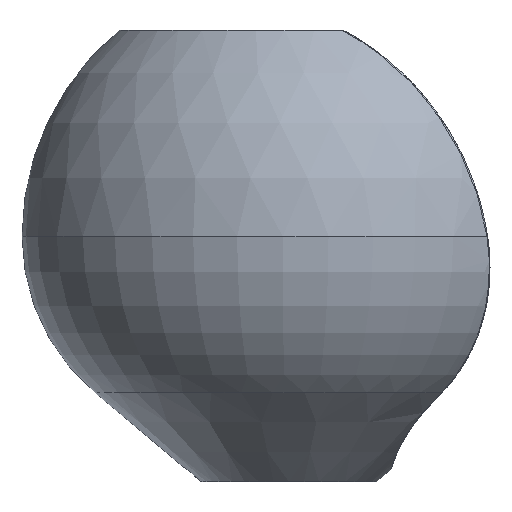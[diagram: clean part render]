
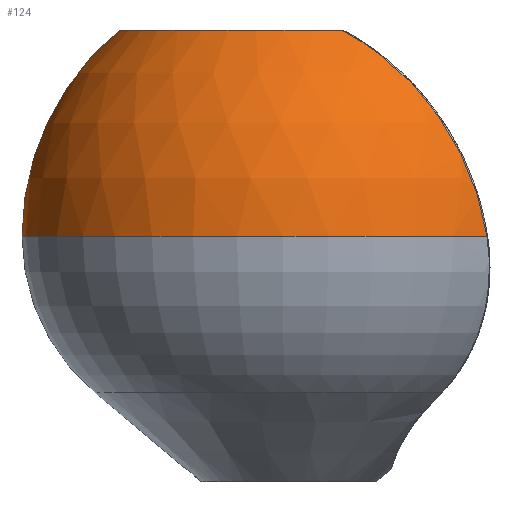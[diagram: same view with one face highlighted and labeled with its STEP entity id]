
A CAD part, front view. The second image highlights one B-rep face of the part: STEP entity #124.
In plain terms, the highlighted spherical face has radius 87 mm.
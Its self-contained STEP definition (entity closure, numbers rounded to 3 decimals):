
#21 = EDGE_CURVE('',#22,#24,#26,.T.);
#22 = VERTEX_POINT('',#23);
#23 = CARTESIAN_POINT('',(-55.341,0.,
    67.13));
#24 = VERTEX_POINT('',#25);
#25 = CARTESIAN_POINT('',(17.544,-52.486,
    67.13));
#26 = CIRCLE('',#27,55.341);
#27 = AXIS2_PLACEMENT_3D('',#28,#29,#30);
#28 = CARTESIAN_POINT('',(0.,0.,67.13));
#29 = DIRECTION('',(0.,0.,1.));
#30 = DIRECTION('',(-1.,0.,0.));
#124 = ADVANCED_FACE('',(#125),#181,.T.);
#125 = FACE_BOUND('',#126,.F.);
#126 = EDGE_LOOP('',(#127,#138,#145,#146));
#127 = ORIENTED_EDGE('',*,*,#128,.F.);
#128 = EDGE_CURVE('',#129,#131,#133,.T.);
#129 = VERTEX_POINT('',#130);
#130 = CARTESIAN_POINT('',(-87.,0.,0.));
#131 = VERTEX_POINT('',#132);
#132 = CARTESIAN_POINT('',(64.676,-58.19,
    0.));
#133 = CIRCLE('',#134,87.);
#134 = AXIS2_PLACEMENT_3D('',#135,#136,#137);
#135 = CARTESIAN_POINT('',(0.,0.,0.));
#136 = DIRECTION('',(0.,0.,1.));
#137 = DIRECTION('',(-1.,0.,0.));
#138 = ORIENTED_EDGE('',*,*,#139,.F.);
#139 = EDGE_CURVE('',#22,#129,#140,.T.);
#140 = CIRCLE('',#141,87.);
#141 = AXIS2_PLACEMENT_3D('',#142,#143,#144);
#142 = CARTESIAN_POINT('',(0.,0.,0.));
#143 = DIRECTION('',(0.,-1.,0.));
#144 = DIRECTION('',(1.,0.,0.));
#145 = ORIENTED_EDGE('',*,*,#21,.T.);
#146 = ORIENTED_EDGE('',*,*,#147,.F.);
#147 = EDGE_CURVE('',#131,#24,#148,.T.);
#148 = B_SPLINE_CURVE_WITH_KNOTS('',11,(#149,#150,#151,#152,#153,#154,
    #155,#156,#157,#158,#159,#160,#161,#162,#163,#164,#165,#166,#167,
    #168,#169,#170,#171,#172,#173,#174,#175,#176,#177,#178,#179,#180),
  .UNSPECIFIED.,.F.,.F.,(12,10,10,12),(304.672,348.672,
    392.673,410.2),.UNSPECIFIED.);
#149 = CARTESIAN_POINT('',(64.676,-58.19,
    0.));
#150 = CARTESIAN_POINT('',(64.082,-58.85,
    3.853));
#151 = CARTESIAN_POINT('',(63.302,-59.421,
    7.691));
#152 = CARTESIAN_POINT('',(62.34,-59.9,
    11.506));
#153 = CARTESIAN_POINT('',(61.196,-60.285,
    15.285));
#154 = CARTESIAN_POINT('',(59.875,-60.576,
    19.017));
#155 = CARTESIAN_POINT('',(58.38,-60.771,
    22.689));
#156 = CARTESIAN_POINT('',(56.716,-60.869,
    26.291));
#157 = CARTESIAN_POINT('',(54.887,-60.871,
    29.811));
#158 = CARTESIAN_POINT('',(52.9,-60.777,
    33.24));
#159 = CARTESIAN_POINT('',(50.762,-60.587,
    36.567));
#160 = CARTESIAN_POINT('',(46.194,-60.016,
    42.998));
#161 = CARTESIAN_POINT('',(43.765,-59.635,
    46.102));
#162 = CARTESIAN_POINT('',(41.198,-59.161,
    49.085));
#163 = CARTESIAN_POINT('',(38.502,-58.593,
    51.937));
#164 = CARTESIAN_POINT('',(35.678,-57.933,
    54.652));
#165 = CARTESIAN_POINT('',(32.748,-57.186,
    57.215));
#166 = CARTESIAN_POINT('',(29.702,-56.349,
    59.627));
#167 = CARTESIAN_POINT('',(26.57,-55.43,
    61.873));
#168 = CARTESIAN_POINT('',(23.345,-54.427,
    63.952));
#169 = CARTESIAN_POINT('',(20.046,-53.347,
    65.855));
#170 = CARTESIAN_POINT('',(15.338,-51.731,
    68.265));
#171 = CARTESIAN_POINT('',(13.994,-51.269,
    68.953));
#172 = CARTESIAN_POINT('',(12.647,-50.807,
    69.643));
#173 = CARTESIAN_POINT('',(11.297,-50.343,
    70.334));
#174 = CARTESIAN_POINT('',(9.943,-49.879,
    71.027));
#175 = CARTESIAN_POINT('',(8.587,-49.413,
    71.721));
#176 = CARTESIAN_POINT('',(7.228,-48.946,
    72.417));
#177 = CARTESIAN_POINT('',(5.865,-48.479,
    73.115));
#178 = CARTESIAN_POINT('',(4.499,-48.01,
    73.814));
#179 = CARTESIAN_POINT('',(3.131,-47.54,
    74.515));
#180 = CARTESIAN_POINT('',(1.759,-47.069,
    75.217));
#181 = SPHERICAL_SURFACE('',#182,87.);
#182 = AXIS2_PLACEMENT_3D('',#183,#184,#185);
#183 = CARTESIAN_POINT('',(0.,0.,0.));
#184 = DIRECTION('',(0.,0.,-1.));
#185 = DIRECTION('',(-1.,0.,0.));
